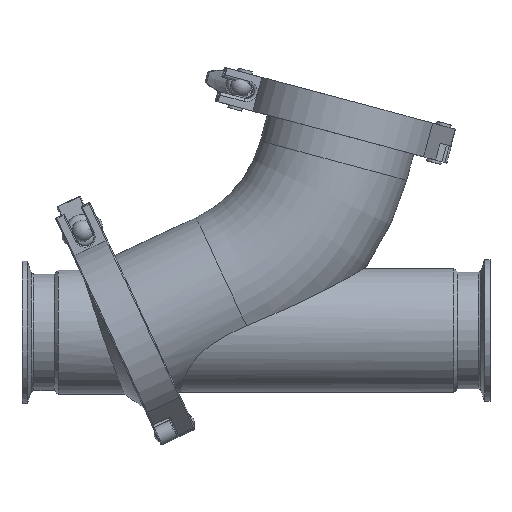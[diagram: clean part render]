
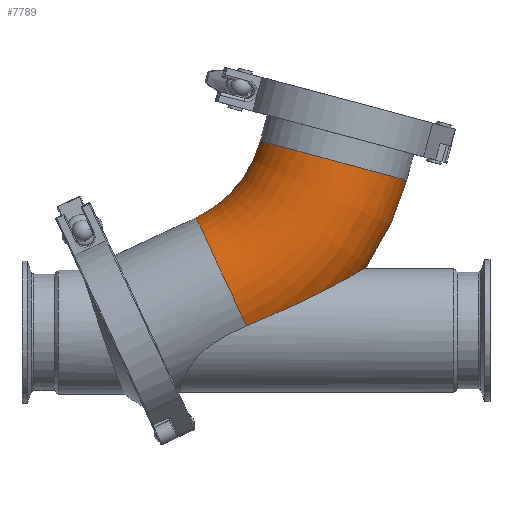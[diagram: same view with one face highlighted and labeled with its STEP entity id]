
A CAD part, top view. The second image highlights one B-rep face of the part: STEP entity #7789.
In plain terms, the highlighted toroidal (fillet/blend) face has major radius 105.8 mm and minor radius 41.32 mm.
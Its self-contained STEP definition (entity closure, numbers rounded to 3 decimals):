
#237=TOROIDAL_SURFACE('',#8457,105.8,41.32);
#1617=CIRCLE('',#8458,41.32);
#1618=CIRCLE('',#8459,64.48);
#1619=CIRCLE('',#8460,41.32);
#1620=CIRCLE('',#8461,41.32);
#2201=FACE_OUTER_BOUND('',#2691,.T.);
#2691=EDGE_LOOP('',(#5364,#5365,#5366,#5367,#5368,#5369));
#3207=B_SPLINE_CURVE_WITH_KNOTS('',3,(#12006,#12007,#12008,#12009,#12010,
#12011,#12012,#12013,#12014,#12015,#12016,#12017,#12018,#12019,#12020,#12021,
#12022,#12023,#12024,#12025,#12026,#12027,#12028,#12029,#12030,#12031,#12032,
#12033,#12034,#12035,#12036,#12037,#12038,#12039,#12040,#12041,#12042,#12043,
#12044,#12045,#12046,#12047,#12048,#12049,#12050,#12051,#12052,#12053,#12054),
 .UNSPECIFIED.,.F.,.F.,(4,3,3,3,3,3,3,3,3,3,3,3,3,3,3,3,4),(-31.1,
-30.604,-29.582,-28.853,-27.224,-26.215,
-25.522,-24.335,-23.538,-22.644,
-21.71,-20.99,-18.755,-18.065,
-17.54,-16.512,-16.027),.UNSPECIFIED.);
#3407=VERTEX_POINT('',#11998);
#3408=VERTEX_POINT('',#11999);
#3409=VERTEX_POINT('',#12001);
#3410=VERTEX_POINT('',#12004);
#4143=EDGE_CURVE('',#3407,#3408,#1617,.T.);
#4144=EDGE_CURVE('',#3408,#3409,#1618,.T.);
#4145=EDGE_CURVE('',#3409,#3409,#1619,.T.);
#4146=EDGE_CURVE('',#3408,#3410,#1620,.T.);
#4147=EDGE_CURVE('',#3407,#3410,#3207,.F.);
#5364=ORIENTED_EDGE('',*,*,#4143,.T.);
#5365=ORIENTED_EDGE('',*,*,#4144,.T.);
#5366=ORIENTED_EDGE('',*,*,#4145,.F.);
#5367=ORIENTED_EDGE('',*,*,#4144,.F.);
#5368=ORIENTED_EDGE('',*,*,#4146,.T.);
#5369=ORIENTED_EDGE('',*,*,#4147,.F.);
#7789=ADVANCED_FACE('',(#2201),#237,.T.);
#8457=AXIS2_PLACEMENT_3D('',#11997,#9502,#9503);
#8458=AXIS2_PLACEMENT_3D('',#12000,#9504,#9505);
#8459=AXIS2_PLACEMENT_3D('',#12002,#9506,#9507);
#8460=AXIS2_PLACEMENT_3D('',#12003,#9508,#9509);
#8461=AXIS2_PLACEMENT_3D('',#12005,#9510,#9511);
#9502=DIRECTION('center_axis',(0.,0.,-1.));
#9503=DIRECTION('ref_axis',(-1.,0.,0.));
#9504=DIRECTION('center_axis',(0.906,0.423,0.));
#9505=DIRECTION('ref_axis',(-0.423,0.906,0.));
#9506=DIRECTION('center_axis',(0.,0.,1.));
#9507=DIRECTION('ref_axis',(-1.,0.,0.));
#9508=DIRECTION('center_axis',(0.259,0.966,0.));
#9509=DIRECTION('ref_axis',(-0.966,0.259,0.));
#9510=DIRECTION('center_axis',(0.906,0.423,0.));
#9511=DIRECTION('ref_axis',(-0.423,0.906,0.));
#11997=CARTESIAN_POINT('Origin',(-89.888,119.957,0.));
#11998=CARTESIAN_POINT('',(-35.078,2.418,-33.713));
#11999=CARTESIAN_POINT('',(-62.637,61.518,0.));
#12000=CARTESIAN_POINT('Origin',(-45.175,24.07,0.));
#12001=CARTESIAN_POINT('',(-27.605,103.268,0.));
#12002=CARTESIAN_POINT('Origin',(-89.888,119.957,0.));
#12003=CARTESIAN_POINT('Origin',(12.307,92.574,0.));
#12004=CARTESIAN_POINT('',(-35.078,2.418,33.713));
#12005=CARTESIAN_POINT('Origin',(-45.175,24.07,0.));
#12006=CARTESIAN_POINT('Ctrl Pts',(-35.078,2.418,33.713));
#12007=CARTESIAN_POINT('Ctrl Pts',(-32.793,3.376,33.645));
#12008=CARTESIAN_POINT('Ctrl Pts',(-30.515,4.346,33.534));
#12009=CARTESIAN_POINT('Ctrl Pts',(-28.252,5.32,33.379));
#12010=CARTESIAN_POINT('Ctrl Pts',(-23.591,7.328,33.059));
#12011=CARTESIAN_POINT('Ctrl Pts',(-18.912,9.396,32.544));
#12012=CARTESIAN_POINT('Ctrl Pts',(-14.316,11.489,31.788));
#12013=CARTESIAN_POINT('Ctrl Pts',(-11.037,12.981,31.248));
#12014=CARTESIAN_POINT('Ctrl Pts',(-7.78,14.497,30.576));
#12015=CARTESIAN_POINT('Ctrl Pts',(-4.78,15.925,29.813));
#12016=CARTESIAN_POINT('Ctrl Pts',(1.925,19.116,28.109));
#12017=CARTESIAN_POINT('Ctrl Pts',(7.578,21.966,25.932));
#12018=CARTESIAN_POINT('Ctrl Pts',(12.271,24.415,23.374));
#12019=CARTESIAN_POINT('Ctrl Pts',(15.177,25.932,21.79));
#12020=CARTESIAN_POINT('Ctrl Pts',(17.682,27.276,20.076));
#12021=CARTESIAN_POINT('Ctrl Pts',(19.809,28.437,18.27));
#12022=CARTESIAN_POINT('Ctrl Pts',(21.27,29.233,17.03));
#12023=CARTESIAN_POINT('Ctrl Pts',(22.54,29.936,15.762));
#12024=CARTESIAN_POINT('Ctrl Pts',(23.675,30.569,14.421));
#12025=CARTESIAN_POINT('Ctrl Pts',(25.616,31.653,12.124));
#12026=CARTESIAN_POINT('Ctrl Pts',(27.252,32.586,9.463));
#12027=CARTESIAN_POINT('Ctrl Pts',(28.259,33.163,6.529));
#12028=CARTESIAN_POINT('Ctrl Pts',(28.936,33.551,4.558));
#12029=CARTESIAN_POINT('Ctrl Pts',(29.324,33.776,2.46));
#12030=CARTESIAN_POINT('Ctrl Pts',(29.362,33.798,0.349));
#12031=CARTESIAN_POINT('Ctrl Pts',(29.404,33.823,-2.02));
#12032=CARTESIAN_POINT('Ctrl Pts',(29.006,33.592,-4.368));
#12033=CARTESIAN_POINT('Ctrl Pts',(28.244,33.154,-6.574));
#12034=CARTESIAN_POINT('Ctrl Pts',(27.447,32.698,-8.878));
#12035=CARTESIAN_POINT('Ctrl Pts',(26.277,32.03,-10.99));
#12036=CARTESIAN_POINT('Ctrl Pts',(24.88,31.244,-12.893));
#12037=CARTESIAN_POINT('Ctrl Pts',(23.802,30.639,-14.361));
#12038=CARTESIAN_POINT('Ctrl Pts',(22.537,29.933,-15.78));
#12039=CARTESIAN_POINT('Ctrl Pts',(21.066,29.125,-17.152));
#12040=CARTESIAN_POINT('Ctrl Pts',(16.502,26.617,-21.41));
#12041=CARTESIAN_POINT('Ctrl Pts',(9.977,23.127,-25.162));
#12042=CARTESIAN_POINT('Ctrl Pts',(1.457,18.941,-27.994));
#12043=CARTESIAN_POINT('Ctrl Pts',(-1.175,17.647,-28.87));
#12044=CARTESIAN_POINT('Ctrl Pts',(-4.001,16.286,-29.66));
#12045=CARTESIAN_POINT('Ctrl Pts',(-7.025,14.863,-30.357));
#12046=CARTESIAN_POINT('Ctrl Pts',(-9.324,13.781,-30.887));
#12047=CARTESIAN_POINT('Ctrl Pts',(-11.724,12.669,-31.357));
#12048=CARTESIAN_POINT('Ctrl Pts',(-14.124,11.576,-31.756));
#12049=CARTESIAN_POINT('Ctrl Pts',(-18.822,9.436,-32.536));
#12050=CARTESIAN_POINT('Ctrl Pts',(-23.583,7.331,-33.06));
#12051=CARTESIAN_POINT('Ctrl Pts',(-28.329,5.287,-33.384));
#12052=CARTESIAN_POINT('Ctrl Pts',(-30.569,4.322,-33.537));
#12053=CARTESIAN_POINT('Ctrl Pts',(-32.822,3.364,-33.646));
#12054=CARTESIAN_POINT('Ctrl Pts',(-35.078,2.418,-33.713));
